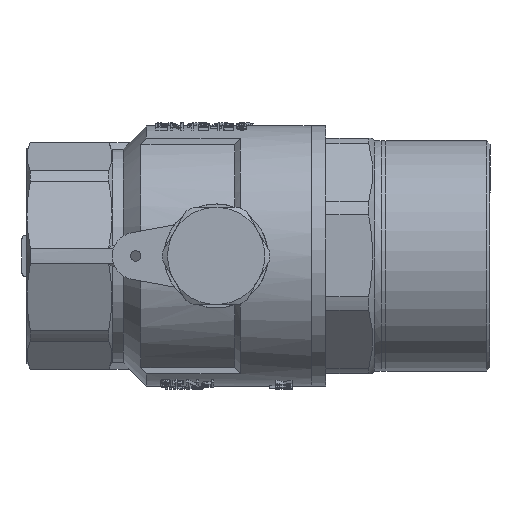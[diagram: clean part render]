
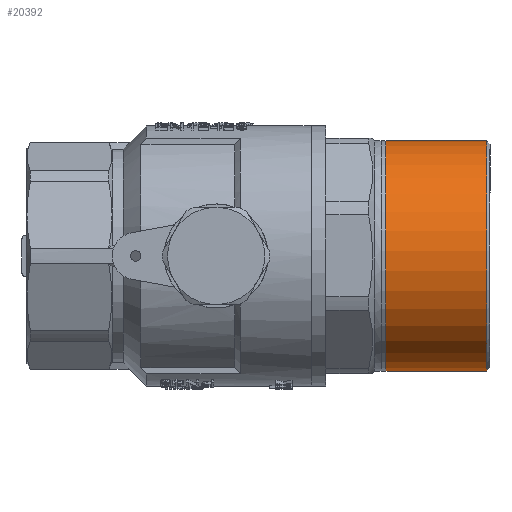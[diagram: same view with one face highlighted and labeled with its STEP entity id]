
A CAD part, front view. The second image highlights one B-rep face of the part: STEP entity #20392.
In plain terms, the highlighted cylindrical face has radius 16.625 mm (diameter 33.249 mm), a full revolution.
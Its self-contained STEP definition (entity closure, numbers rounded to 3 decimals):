
#1713=CYLINDRICAL_SURFACE('',#22058,16.625);
#4773=ORIENTED_EDGE('',*,*,#10999,.T.);
#4774=ORIENTED_EDGE('',*,*,#11000,.T.);
#10999=EDGE_CURVE('',#14140,#14140,#16260,.F.);
#11000=EDGE_CURVE('',#14141,#14141,#16261,.T.);
#14140=VERTEX_POINT('',#33986);
#14141=VERTEX_POINT('',#33988);
#16260=CIRCLE('',#22059,16.625);
#16261=CIRCLE('',#22060,16.625);
#16754=EDGE_LOOP('',(#4773));
#16755=EDGE_LOOP('',(#4774));
#18100=FACE_BOUND('',#16754,.T.);
#18101=FACE_BOUND('',#16755,.T.);
#20392=ADVANCED_FACE('',(#18100,#18101),#1713,.T.);
#22058=AXIS2_PLACEMENT_3D('',#33984,#25267,#25268);
#22059=AXIS2_PLACEMENT_3D('',#33985,#25269,#25270);
#22060=AXIS2_PLACEMENT_3D('',#33987,#25271,#25272);
#25267=DIRECTION('',(0.,0.,-1.));
#25268=DIRECTION('',(-1.,0.,0.));
#25269=DIRECTION('',(0.,0.,-1.));
#25270=DIRECTION('',(-1.,0.,0.));
#25271=DIRECTION('',(0.,0.,-1.));
#25272=DIRECTION('',(-1.,0.,0.));
#33984=CARTESIAN_POINT('',(0.,0.,3.21));
#33985=CARTESIAN_POINT('',(0.,0.,-12.));
#33986=CARTESIAN_POINT('',(-16.625,0.,-12.));
#33987=CARTESIAN_POINT('',(0.,0.,2.5));
#33988=CARTESIAN_POINT('',(-16.625,0.,2.5));
